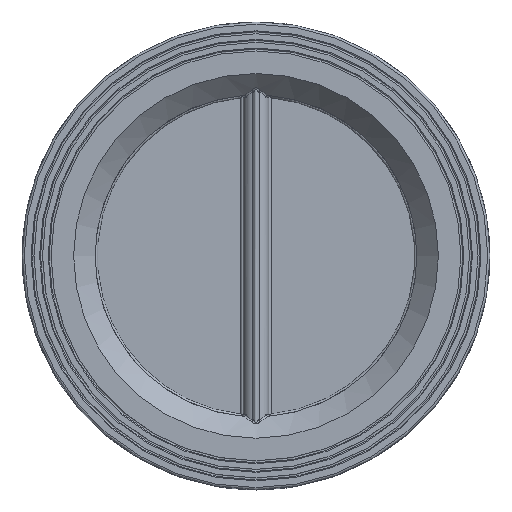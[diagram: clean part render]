
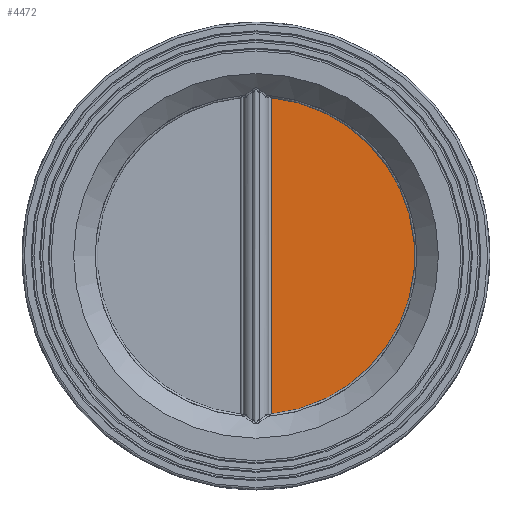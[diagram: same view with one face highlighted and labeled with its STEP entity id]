
A CAD part, top view. The second image highlights one B-rep face of the part: STEP entity #4472.
In plain terms, the highlighted face is planar.
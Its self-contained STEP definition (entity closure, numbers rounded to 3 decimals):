
#515=LINE('',#9918,#765);
#765=VECTOR('',#5967,10.);
#960=PLANE('',#4941);
#1194=FACE_OUTER_BOUND('',#1475,.T.);
#1475=EDGE_LOOP('',(#3820,#3821));
#1557=CIRCLE('',#4641,74.);
#1802=VERTEX_POINT('',#7022);
#1803=VERTEX_POINT('',#7024);
#2218=EDGE_CURVE('',#1802,#1803,#1557,.T.);
#2682=EDGE_CURVE('',#1803,#1802,#515,.T.);
#3820=ORIENTED_EDGE('',*,*,#2682,.F.);
#3821=ORIENTED_EDGE('',*,*,#2218,.F.);
#4472=ADVANCED_FACE('',(#1194),#960,.T.);
#4641=AXIS2_PLACEMENT_3D('',#7025,#5162,#5163);
#4941=AXIS2_PLACEMENT_3D('',#9919,#5968,#5969);
#5162=DIRECTION('center_axis',(0.,-1.,0.));
#5163=DIRECTION('ref_axis',(0.996,0.,-0.095));
#5967=DIRECTION('',(-1.,0.,0.));
#5968=DIRECTION('center_axis',(0.,1.,0.));
#5969=DIRECTION('ref_axis',(0.,0.,1.));
#7022=CARTESIAN_POINT('',(-73.668,53.,-7.));
#7024=CARTESIAN_POINT('',(73.668,53.,-7.));
#7025=CARTESIAN_POINT('Origin',(0.,53.,0.));
#9918=CARTESIAN_POINT('',(-73.668,53.,-7.));
#9919=CARTESIAN_POINT('Origin',(0.,53.,-40.5));
